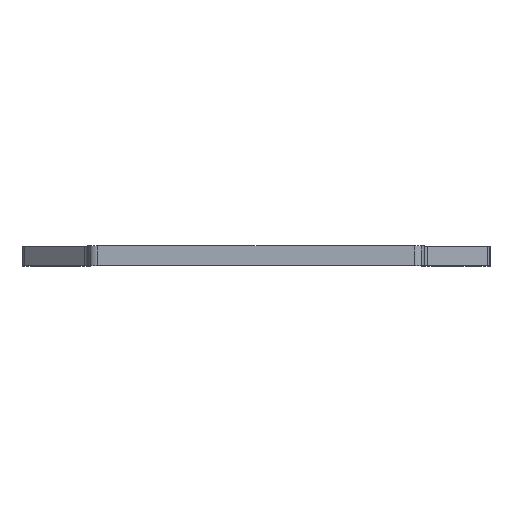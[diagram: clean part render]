
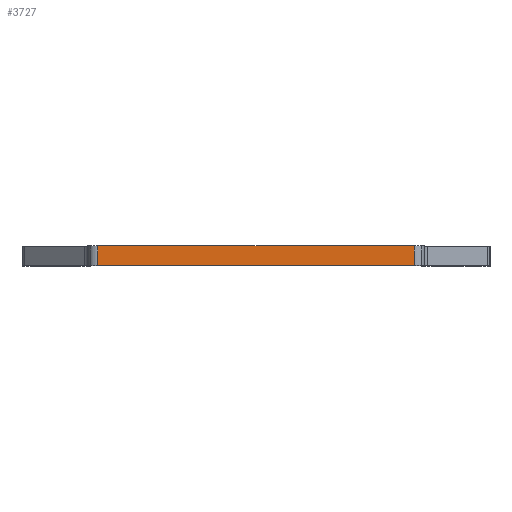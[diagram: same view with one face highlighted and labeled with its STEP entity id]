
A CAD part, top view. The second image highlights one B-rep face of the part: STEP entity #3727.
In plain terms, the highlighted planar face has unit normal (0, 0, 1).
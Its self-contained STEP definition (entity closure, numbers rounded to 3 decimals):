
#143=CARTESIAN_POINT('',(-16.25,0.0,42.0));
#144=VERTEX_POINT('',#143);
#152=CARTESIAN_POINT('',(-16.25,2.0,42.0));
#153=VERTEX_POINT('',#152);
#154=CARTESIAN_POINT('',(-16.25,0.0,42.0));
#155=DIRECTION('',(0.0,1.0,0.0));
#156=VECTOR('',#155,2.0);
#157=LINE('',#154,#156);
#158=EDGE_CURVE('',#144,#153,#157,.T.);
#2725=CARTESIAN_POINT('',(16.25,0.0,42.0));
#2726=VERTEX_POINT('',#2725);
#2734=CARTESIAN_POINT('',(-16.25,0.0,42.0));
#2735=DIRECTION('',(1.0,0.0,0.0));
#2736=VECTOR('',#2735,32.5);
#2737=LINE('',#2734,#2736);
#2738=EDGE_CURVE('',#144,#2726,#2737,.T.);
#3152=CARTESIAN_POINT('',(16.25,2.0,42.0));
#3153=VERTEX_POINT('',#3152);
#3161=CARTESIAN_POINT('',(16.25,2.0,42.0));
#3162=DIRECTION('',(0.0,-1.0,0.0));
#3163=VECTOR('',#3162,2.0);
#3164=LINE('',#3161,#3163);
#3165=EDGE_CURVE('',#3153,#2726,#3164,.T.);
#3711=CARTESIAN_POINT('',(17.25,0.0,42.0));
#3712=DIRECTION('',(0.0,0.0,1.0));
#3713=DIRECTION('',(1.0,0.0,0.0));
#3714=AXIS2_PLACEMENT_3D('',#3711,#3712,#3713);
#3715=PLANE('',#3714);
#3716=ORIENTED_EDGE('',*,*,#3165,.F.);
#3717=CARTESIAN_POINT('',(16.25,2.0,42.0));
#3718=DIRECTION('',(-1.0,0.0,0.0));
#3719=VECTOR('',#3718,32.5);
#3720=LINE('',#3717,#3719);
#3721=EDGE_CURVE('',#3153,#153,#3720,.T.);
#3722=ORIENTED_EDGE('',*,*,#3721,.T.);
#3723=ORIENTED_EDGE('',*,*,#158,.F.);
#3724=ORIENTED_EDGE('',*,*,#2738,.T.);
#3725=EDGE_LOOP('',(#3716,#3722,#3723,#3724));
#3726=FACE_OUTER_BOUND('',#3725,.T.);
#3727=ADVANCED_FACE('',(#3726),#3715,.T.);
